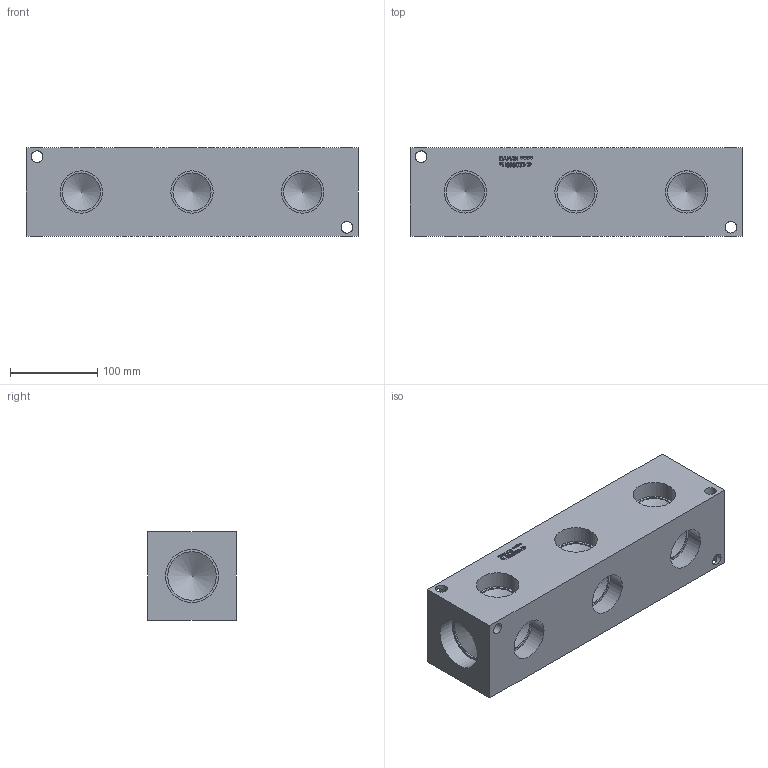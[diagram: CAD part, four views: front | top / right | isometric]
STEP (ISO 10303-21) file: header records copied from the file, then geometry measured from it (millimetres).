
FILE_DESCRIPTION(/* description */ (''),/* implementation_level */ '2;1');
FILE_NAME(/* name */ '_H0900324P.stp',/* time_stamp */ '2020-06-17T10:16:38-04:00',/* author */ ('alexanderw'),/* organization */ (''),/* preprocessor_version */ 'ST-DEVELOPER v17',/* originating_system */ 'Autodesk Inventor 2019',/* authorisation */ '');
FILE_SCHEMA (('AUTOMOTIVE_DESIGN { 1 0 10303 214 3 1 1 }'));
Length unit declared in the file: millimetre
Products named in the file (1): Part_+H0900324P_3D
Bounding box: 381 x 101.6 x 101.6 mm (x, y, z)
Volume: 3463484 mm3; surface area: 219710.5 mm2
Topology: 1 solids, 1 shells, 366 faces, 1004 edges, 672 vertices
Faces by surface type: plane 233, bspline 101, cylinder 24, cone 8
Full cylindrical faces by diameter (mm): 13.487 x8, 43.637 x6, 48.565 x6, 55.575 x2, 60.63 x2
Entity records: 12389 total; most frequent: CARTESIAN_POINT 3348, ORIENTED_EDGE 1992, DIRECTION 1402, EDGE_CURVE 996, LINE 718, VECTOR 718, VERTEX_POINT 672, EDGE_LOOP 418
